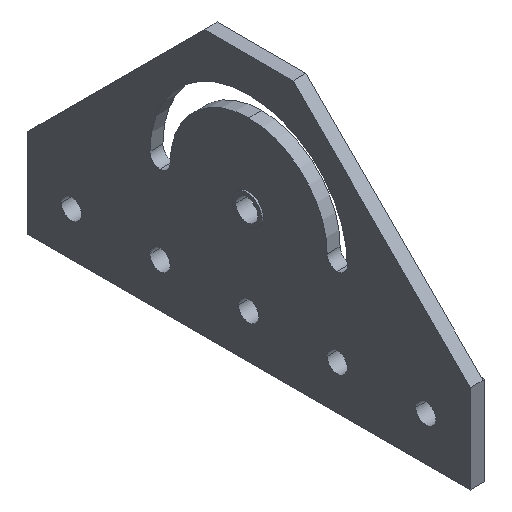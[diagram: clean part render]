
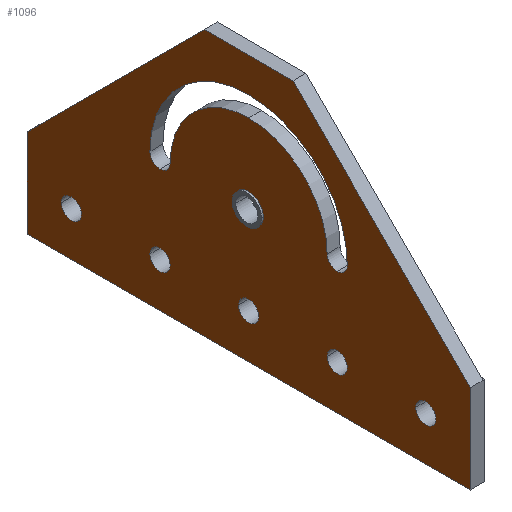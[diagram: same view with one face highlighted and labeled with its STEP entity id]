
A CAD part, isometric view. The second image highlights one B-rep face of the part: STEP entity #1096.
In plain terms, the highlighted planar face has unit normal (-1, 0, 0).
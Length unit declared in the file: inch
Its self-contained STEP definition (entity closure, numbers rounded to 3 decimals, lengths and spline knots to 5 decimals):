
#299=CARTESIAN_POINT('',(-0.25,6.171,0.));
#300=VERTEX_POINT('',#299);
#316=CARTESIAN_POINT('',(-0.25,5.829,0.));
#317=VERTEX_POINT('',#316);
#324=CARTESIAN_POINT('',(-0.25,6.0,0.));
#325=DIRECTION('',(1.0,0.0,0.0));
#326=DIRECTION('',(0.0,1.0,0.0));
#327=AXIS2_PLACEMENT_3D('',#324,#325,#326);
#328=CIRCLE('',#327,0.171);
#329=EDGE_CURVE('',#300,#317,#328,.T.);
#341=CARTESIAN_POINT('',(-0.25,1.671,0.0));
#342=VERTEX_POINT('',#341);
#358=CARTESIAN_POINT('',(-0.25,1.329,0.));
#359=VERTEX_POINT('',#358);
#366=CARTESIAN_POINT('',(-0.25,1.5,0.0));
#367=DIRECTION('',(1.0,0.0,0.0));
#368=DIRECTION('',(0.0,1.0,0.0));
#369=AXIS2_PLACEMENT_3D('',#366,#367,#368);
#370=CIRCLE('',#369,0.171);
#371=EDGE_CURVE('',#342,#359,#370,.T.);
#383=CARTESIAN_POINT('',(-0.25,0.171,0.0));
#384=VERTEX_POINT('',#383);
#400=CARTESIAN_POINT('',(-0.25,-0.171,0.));
#401=VERTEX_POINT('',#400);
#408=CARTESIAN_POINT('',(-0.25,0.0,0.0));
#409=DIRECTION('',(1.0,0.0,0.0));
#410=DIRECTION('',(0.0,1.0,0.0));
#411=AXIS2_PLACEMENT_3D('',#408,#409,#410);
#412=CIRCLE('',#411,0.171);
#413=EDGE_CURVE('',#384,#401,#412,.T.);
#425=CARTESIAN_POINT('',(-0.25,3.171,0.));
#426=VERTEX_POINT('',#425);
#442=CARTESIAN_POINT('',(-0.25,2.829,0.));
#443=VERTEX_POINT('',#442);
#450=CARTESIAN_POINT('',(-0.25,3.,0.));
#451=DIRECTION('',(1.0,0.0,0.0));
#452=DIRECTION('',(0.0,1.0,0.0));
#453=AXIS2_PLACEMENT_3D('',#450,#451,#452);
#454=CIRCLE('',#453,0.171);
#455=EDGE_CURVE('',#426,#443,#454,.T.);
#467=CARTESIAN_POINT('',(-0.25,4.671,0.));
#468=VERTEX_POINT('',#467);
#484=CARTESIAN_POINT('',(-0.25,4.329,0.));
#485=VERTEX_POINT('',#484);
#492=CARTESIAN_POINT('',(-0.25,4.5,0.));
#493=DIRECTION('',(1.0,0.0,0.0));
#494=DIRECTION('',(0.0,1.0,0.0));
#495=AXIS2_PLACEMENT_3D('',#492,#493,#494);
#496=CIRCLE('',#495,0.171);
#497=EDGE_CURVE('',#468,#485,#496,.T.);
#509=CARTESIAN_POINT('',(-0.25,3.25,1.5));
#510=VERTEX_POINT('',#509);
#526=CARTESIAN_POINT('',(-0.25,2.75,1.5));
#527=VERTEX_POINT('',#526);
#534=CARTESIAN_POINT('',(-0.25,3.0,1.5));
#535=DIRECTION('',(1.0,0.0,0.0));
#536=DIRECTION('',(0.0,1.0,0.0));
#537=AXIS2_PLACEMENT_3D('',#534,#535,#536);
#538=CIRCLE('',#537,0.25);
#539=EDGE_CURVE('',#510,#527,#538,.T.);
#551=CARTESIAN_POINT('',(-0.25,4.5,1.329));
#552=VERTEX_POINT('',#551);
#568=CARTESIAN_POINT('',(-0.25,4.671,1.5));
#569=VERTEX_POINT('',#568);
#576=CARTESIAN_POINT('',(-0.25,4.5,1.5));
#577=DIRECTION('',(1.0,0.0,0.0));
#578=DIRECTION('',(0.0,0.0,-1.0));
#579=AXIS2_PLACEMENT_3D('',#576,#577,#578);
#580=CIRCLE('',#579,0.171);
#581=EDGE_CURVE('',#552,#569,#580,.T.);
#593=CARTESIAN_POINT('',(-0.25,3.,3.171));
#594=VERTEX_POINT('',#593);
#610=CARTESIAN_POINT('',(-0.25,1.329,1.5));
#611=VERTEX_POINT('',#610);
#618=CARTESIAN_POINT('',(-0.25,3.0,1.5));
#619=DIRECTION('',(1.0,0.0,0.0));
#620=DIRECTION('',(0.0,0.0,1.0));
#621=AXIS2_PLACEMENT_3D('',#618,#619,#620);
#622=CIRCLE('',#621,1.671);
#623=EDGE_CURVE('',#594,#611,#622,.T.);
#635=CARTESIAN_POINT('',(-0.25,1.5,1.329));
#636=VERTEX_POINT('',#635);
#652=CARTESIAN_POINT('',(-0.25,1.671,1.5));
#653=VERTEX_POINT('',#652);
#660=CARTESIAN_POINT('',(-0.25,1.5,1.5));
#661=DIRECTION('',(1.0,0.0,0.0));
#662=DIRECTION('',(0.0,0.0,-1.0));
#663=AXIS2_PLACEMENT_3D('',#660,#661,#662);
#664=CIRCLE('',#663,0.171);
#665=EDGE_CURVE('',#636,#653,#664,.T.);
#677=CARTESIAN_POINT('',(-0.25,3.,2.829));
#678=VERTEX_POINT('',#677);
#694=CARTESIAN_POINT('',(-0.25,4.329,1.5));
#695=VERTEX_POINT('',#694);
#702=CARTESIAN_POINT('',(-0.25,3.,1.5));
#703=DIRECTION('',(-1.0,0.0,0.0));
#704=DIRECTION('',(0.0,0.0,1.0));
#705=AXIS2_PLACEMENT_3D('',#702,#703,#704);
#706=CIRCLE('',#705,1.329);
#707=EDGE_CURVE('',#678,#695,#706,.T.);
#718=CARTESIAN_POINT('',(-0.25,3.,1.5));
#719=DIRECTION('',(-1.0,0.0,0.0));
#720=DIRECTION('',(0.0,0.0,1.0));
#721=AXIS2_PLACEMENT_3D('',#718,#719,#720);
#722=CIRCLE('',#721,1.329);
#723=EDGE_CURVE('',#653,#678,#722,.T.);
#742=CARTESIAN_POINT('',(-0.25,1.5,1.5));
#743=DIRECTION('',(1.0,0.0,0.0));
#744=DIRECTION('',(0.0,0.0,-1.0));
#745=AXIS2_PLACEMENT_3D('',#742,#743,#744);
#746=CIRCLE('',#745,0.171);
#747=EDGE_CURVE('',#611,#636,#746,.T.);
#766=CARTESIAN_POINT('',(-0.25,3.0,1.5));
#767=DIRECTION('',(1.0,0.0,0.0));
#768=DIRECTION('',(0.0,0.0,1.0));
#769=AXIS2_PLACEMENT_3D('',#766,#767,#768);
#770=CIRCLE('',#769,1.671);
#771=EDGE_CURVE('',#569,#594,#770,.T.);
#790=CARTESIAN_POINT('',(-0.25,4.5,1.5));
#791=DIRECTION('',(1.0,0.0,0.0));
#792=DIRECTION('',(0.0,0.0,-1.0));
#793=AXIS2_PLACEMENT_3D('',#790,#791,#792);
#794=CIRCLE('',#793,0.171);
#795=EDGE_CURVE('',#695,#552,#794,.T.);
#814=CARTESIAN_POINT('',(-0.25,3.0,1.5));
#815=DIRECTION('',(1.0,0.0,0.0));
#816=DIRECTION('',(0.0,1.0,0.0));
#817=AXIS2_PLACEMENT_3D('',#814,#815,#816);
#818=CIRCLE('',#817,0.25);
#819=EDGE_CURVE('',#527,#510,#818,.T.);
#838=CARTESIAN_POINT('',(-0.25,4.5,0.));
#839=DIRECTION('',(1.0,0.0,0.0));
#840=DIRECTION('',(0.0,1.0,0.0));
#841=AXIS2_PLACEMENT_3D('',#838,#839,#840);
#842=CIRCLE('',#841,0.171);
#843=EDGE_CURVE('',#485,#468,#842,.T.);
#862=CARTESIAN_POINT('',(-0.25,3.,0.));
#863=DIRECTION('',(1.0,0.0,0.0));
#864=DIRECTION('',(0.0,1.0,0.0));
#865=AXIS2_PLACEMENT_3D('',#862,#863,#864);
#866=CIRCLE('',#865,0.171);
#867=EDGE_CURVE('',#443,#426,#866,.T.);
#886=CARTESIAN_POINT('',(-0.25,0.0,0.0));
#887=DIRECTION('',(1.0,0.0,0.0));
#888=DIRECTION('',(0.0,1.0,0.0));
#889=AXIS2_PLACEMENT_3D('',#886,#887,#888);
#890=CIRCLE('',#889,0.171);
#891=EDGE_CURVE('',#401,#384,#890,.T.);
#910=CARTESIAN_POINT('',(-0.25,1.5,0.0));
#911=DIRECTION('',(1.0,0.0,0.0));
#912=DIRECTION('',(0.0,1.0,0.0));
#913=AXIS2_PLACEMENT_3D('',#910,#911,#912);
#914=CIRCLE('',#913,0.171);
#915=EDGE_CURVE('',#359,#342,#914,.T.);
#934=CARTESIAN_POINT('',(-0.25,6.0,0.));
#935=DIRECTION('',(1.0,0.0,0.0));
#936=DIRECTION('',(0.0,1.0,0.0));
#937=AXIS2_PLACEMENT_3D('',#934,#935,#936);
#938=CIRCLE('',#937,0.171);
#939=EDGE_CURVE('',#317,#300,#938,.T.);
#957=CARTESIAN_POINT('',(-0.25,6.75,0.75));
#958=VERTEX_POINT('',#957);
#959=CARTESIAN_POINT('',(-0.25,3.75,3.75));
#960=VERTEX_POINT('',#959);
#961=CARTESIAN_POINT('',(-0.25,6.75,0.75));
#962=DIRECTION('',(0.,-0.707,0.707));
#963=VECTOR('',#962,4.24264);
#964=LINE('',#961,#963);
#965=EDGE_CURVE('',#958,#960,#964,.T.);
#998=CARTESIAN_POINT('',(-0.25,2.25,3.75));
#999=VERTEX_POINT('',#998);
#1000=CARTESIAN_POINT('',(-0.25,3.75,3.75));
#1001=DIRECTION('',(0.0,-1.0,0.0));
#1002=VECTOR('',#1001,1.5);
#1003=LINE('',#1000,#1002);
#1004=EDGE_CURVE('',#960,#999,#1003,.T.);
#1023=CARTESIAN_POINT('',(-0.25,6.75,-0.75));
#1024=DIRECTION('',(-1.0,0.0,0.0));
#1025=DIRECTION('',(0.0,-1.0,0.0));
#1026=AXIS2_PLACEMENT_3D('',#1023,#1024,#1025);
#1027=PLANE('',#1026);
#1028=ORIENTED_EDGE('',*,*,#965,.F.);
#1029=CARTESIAN_POINT('',(-0.25,6.75,-0.75));
#1030=VERTEX_POINT('',#1029);
#1031=CARTESIAN_POINT('',(-0.25,6.75,-0.75));
#1032=DIRECTION('',(0.0,0.0,1.0));
#1033=VECTOR('',#1032,1.5);
#1034=LINE('',#1031,#1033);
#1035=EDGE_CURVE('',#1030,#958,#1034,.T.);
#1036=ORIENTED_EDGE('',*,*,#1035,.F.);
#1037=CARTESIAN_POINT('',(-0.25,-0.75,-0.75));
#1038=VERTEX_POINT('',#1037);
#1039=CARTESIAN_POINT('',(-0.25,6.75,-0.75));
#1040=DIRECTION('',(0.0,-1.0,0.0));
#1041=VECTOR('',#1040,7.5);
#1042=LINE('',#1039,#1041);
#1043=EDGE_CURVE('',#1030,#1038,#1042,.T.);
#1044=ORIENTED_EDGE('',*,*,#1043,.T.);
#1045=CARTESIAN_POINT('',(-0.25,-0.75,0.75));
#1046=VERTEX_POINT('',#1045);
#1047=CARTESIAN_POINT('',(-0.25,-0.75,-0.75));
#1048=DIRECTION('',(0.0,0.0,1.0));
#1049=VECTOR('',#1048,1.5);
#1050=LINE('',#1047,#1049);
#1051=EDGE_CURVE('',#1038,#1046,#1050,.T.);
#1052=ORIENTED_EDGE('',*,*,#1051,.T.);
#1053=CARTESIAN_POINT('',(-0.25,2.25,3.75));
#1054=DIRECTION('',(0.0,-0.707,-0.707));
#1055=VECTOR('',#1054,4.24264);
#1056=LINE('',#1053,#1055);
#1057=EDGE_CURVE('',#999,#1046,#1056,.T.);
#1058=ORIENTED_EDGE('',*,*,#1057,.F.);
#1059=ORIENTED_EDGE('',*,*,#1004,.F.);
#1060=EDGE_LOOP('',(#1028,#1036,#1044,#1052,#1058,#1059));
#1061=FACE_OUTER_BOUND('',#1060,.T.);
#1062=ORIENTED_EDGE('',*,*,#723,.T.);
#1063=ORIENTED_EDGE('',*,*,#707,.T.);
#1064=ORIENTED_EDGE('',*,*,#795,.T.);
#1065=ORIENTED_EDGE('',*,*,#581,.T.);
#1066=ORIENTED_EDGE('',*,*,#771,.T.);
#1067=ORIENTED_EDGE('',*,*,#623,.T.);
#1068=ORIENTED_EDGE('',*,*,#747,.T.);
#1069=ORIENTED_EDGE('',*,*,#665,.T.);
#1070=EDGE_LOOP('',(#1062,#1063,#1064,#1065,#1066,#1067,#1068,#1069));
#1071=FACE_BOUND('',#1070,.T.);
#1072=ORIENTED_EDGE('',*,*,#539,.T.);
#1073=ORIENTED_EDGE('',*,*,#819,.T.);
#1074=EDGE_LOOP('',(#1072,#1073));
#1075=FACE_BOUND('',#1074,.T.);
#1076=ORIENTED_EDGE('',*,*,#497,.T.);
#1077=ORIENTED_EDGE('',*,*,#843,.T.);
#1078=EDGE_LOOP('',(#1076,#1077));
#1079=FACE_BOUND('',#1078,.T.);
#1080=ORIENTED_EDGE('',*,*,#455,.T.);
#1081=ORIENTED_EDGE('',*,*,#867,.T.);
#1082=EDGE_LOOP('',(#1080,#1081));
#1083=FACE_BOUND('',#1082,.T.);
#1084=ORIENTED_EDGE('',*,*,#413,.T.);
#1085=ORIENTED_EDGE('',*,*,#891,.T.);
#1086=EDGE_LOOP('',(#1084,#1085));
#1087=FACE_BOUND('',#1086,.T.);
#1088=ORIENTED_EDGE('',*,*,#371,.T.);
#1089=ORIENTED_EDGE('',*,*,#915,.T.);
#1090=EDGE_LOOP('',(#1088,#1089));
#1091=FACE_BOUND('',#1090,.T.);
#1092=ORIENTED_EDGE('',*,*,#329,.T.);
#1093=ORIENTED_EDGE('',*,*,#939,.T.);
#1094=EDGE_LOOP('',(#1092,#1093));
#1095=FACE_BOUND('',#1094,.T.);
#1096=ADVANCED_FACE('',(#1061,#1071,#1075,#1079,#1083,#1087,#1091,#1095),#1027,.T.);
